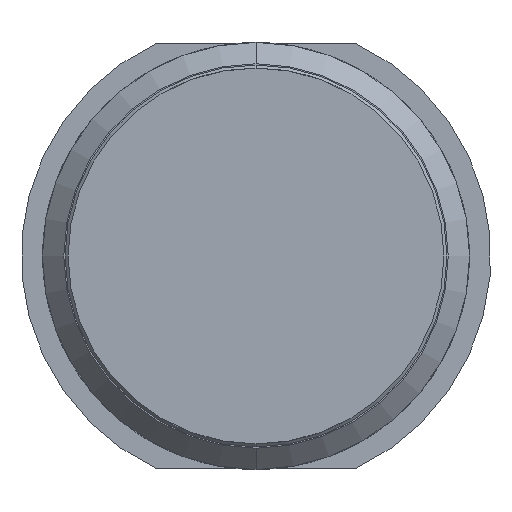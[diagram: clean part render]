
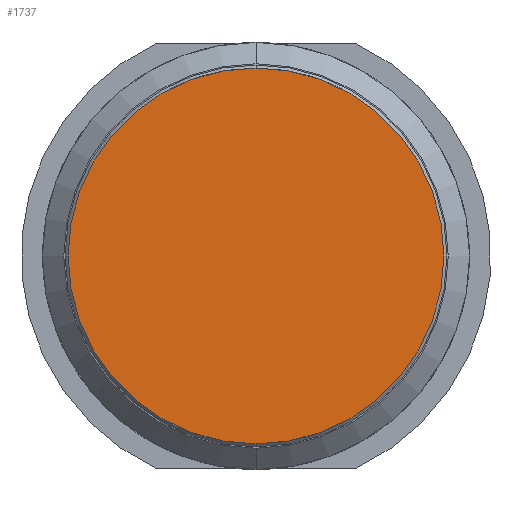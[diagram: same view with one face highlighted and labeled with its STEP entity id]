
A CAD part, front view. The second image highlights one B-rep face of the part: STEP entity #1737.
In plain terms, the highlighted planar face has unit normal (0, -1, 0).
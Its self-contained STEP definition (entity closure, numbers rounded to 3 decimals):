
#21 = VERTEX_POINT ( 'NONE', #2874 ) ;
#130 = CARTESIAN_POINT ( 'NONE',  ( 0., 0., 0. ) ) ;
#382 = PLANE ( 'NONE',  #1772 ) ;
#418 = DIRECTION ( 'NONE',  ( 0., 1., 0. ) ) ;
#424 = DIRECTION ( 'NONE',  ( 0., -1., 0. ) ) ;
#492 = FACE_OUTER_BOUND ( 'NONE', #3736, .T. ) ;
#721 = DIRECTION ( 'NONE',  ( 1., 0., 0. ) ) ;
#808 = AXIS2_PLACEMENT_3D ( 'NONE', #1879, #1584, #721 ) ;
#1257 = CIRCLE ( 'NONE', #2521, 2.2 ) ;
#1307 = CIRCLE ( 'NONE', #808, 2.2 ) ;
#1311 = CARTESIAN_POINT ( 'NONE',  ( 2.2, 0., 0. ) ) ;
#1584 = DIRECTION ( 'NONE',  ( 0., -1., 0. ) ) ;
#1629 = DIRECTION ( 'NONE',  ( -1., 0., 0. ) ) ;
#1676 = ORIENTED_EDGE ( 'NONE', *, *, #3132, .T. ) ;
#1737 = ADVANCED_FACE ( 'Defeature ausgef�hrt1_16', ( #492 ), #382, .F. ) ;
#1772 = AXIS2_PLACEMENT_3D ( 'NONE', #3823, #418, #1629 ) ;
#1879 = CARTESIAN_POINT ( 'NONE',  ( 0., 0., 0. ) ) ;
#2469 = VERTEX_POINT ( 'NONE', #1311 ) ;
#2521 = AXIS2_PLACEMENT_3D ( 'NONE', #130, #424, #3856 ) ;
#2874 = CARTESIAN_POINT ( 'NONE',  ( -2.2, 0., 0. ) ) ;
#3110 = EDGE_CURVE ( 'Defeature ausgef�hrt1_16+Defeature ausgef�hrt1_23+Defeature ausgef�hrt1_23+Defeature ausgef�hrt1_23', #2469, #21, #1307, .T. ) ;
#3132 = EDGE_CURVE ( 'Defeature ausgef�hrt1_16+Defeature ausgef�hrt1_23+Defeature ausgef�hrt1_23+Defeature ausgef�hrt1_23', #21, #2469, #1257, .T. ) ;
#3262 = ORIENTED_EDGE ( 'NONE', *, *, #3110, .T. ) ;
#3736 = EDGE_LOOP ( 'NONE', ( #3262, #1676 ) ) ;
#3823 = CARTESIAN_POINT ( 'NONE',  ( 0., 0., 1.9 ) ) ;
#3856 = DIRECTION ( 'NONE',  ( 1., 0., 0. ) ) ;
